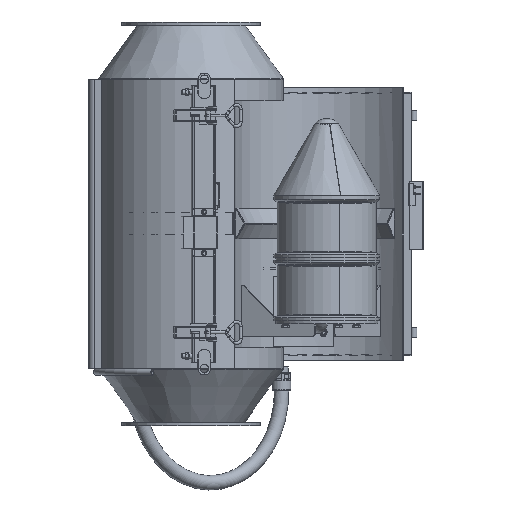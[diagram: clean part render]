
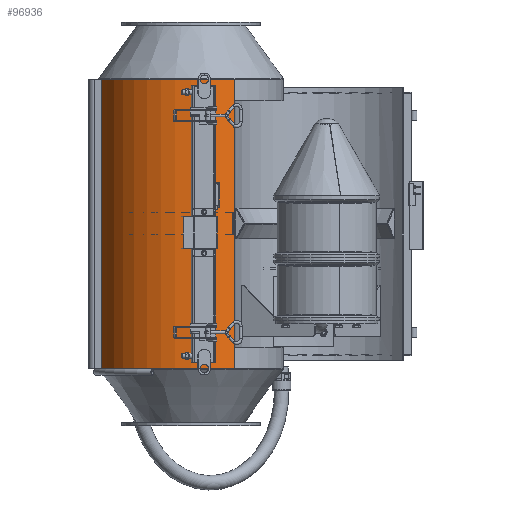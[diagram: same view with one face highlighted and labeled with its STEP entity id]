
A CAD part, left-side view. The second image highlights one B-rep face of the part: STEP entity #96936.
In plain terms, the highlighted cylindrical face has radius 217.5 mm (diameter 435 mm), a partial arc.
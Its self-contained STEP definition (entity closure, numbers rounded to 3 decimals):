
#4709=FACE_BOUND($,#15158,.T.);
#4710=FACE_BOUND($,#15159,.T.);
#6535=CIRCLE($,#103295,217.5);
#6536=CIRCLE($,#103296,217.5);
#8100=CYLINDRICAL_SURFACE($,#103294,217.5);
#9499=FACE_OUTER_BOUND($,#15157,.T.);
#15157=EDGE_LOOP($,(#64422,#64423,#64424,#64425));
#15158=EDGE_LOOP($,(#64426,#64427,#64428,#64429));
#15159=EDGE_LOOP($,(#64430,#64431,#64432,#64433));
#21534=LINE($,#134825,#30084);
#21561=LINE($,#134907,#30111);
#21562=LINE($,#134911,#30112);
#21563=LINE($,#134913,#30113);
#21564=LINE($,#134914,#30114);
#21565=LINE($,#134915,#30115);
#21566=LINE($,#134918,#30116);
#21567=LINE($,#134920,#30117);
#21568=LINE($,#134921,#30118);
#21569=LINE($,#134922,#30119);
#30084=VECTOR($,#112670,680.);
#30111=VECTOR($,#112763,680.);
#30112=VECTOR($,#112766,1.5);
#30113=VECTOR($,#112767,648.5);
#30114=VECTOR($,#112768,648.5);
#30115=VECTOR($,#112769,1.5);
#30116=VECTOR($,#112770,648.5);
#30117=VECTOR($,#112771,1.5);
#30118=VECTOR($,#112772,1.5);
#30119=VECTOR($,#112773,648.5);
#39079=VERTEX_POINT($,#134796);
#39083=VERTEX_POINT($,#134805);
#39107=VERTEX_POINT($,#134904);
#39108=VERTEX_POINT($,#134906);
#39109=VERTEX_POINT($,#134909);
#39110=VERTEX_POINT($,#134910);
#39111=VERTEX_POINT($,#134912);
#39112=VERTEX_POINT($,#134916);
#39113=VERTEX_POINT($,#134917);
#39114=VERTEX_POINT($,#134919);
#48783=EDGE_CURVE($,#39079,#39083,#21534,.T.);
#48821=EDGE_CURVE($,#39079,#39107,#6535,.T.);
#48822=EDGE_CURVE($,#39107,#39108,#21561,.T.);
#48823=EDGE_CURVE($,#39083,#39108,#6536,.T.);
#48824=EDGE_CURVE($,#39109,#39110,#21562,.T.);
#48825=EDGE_CURVE($,#39110,#39111,#21563,.T.);
#48826=EDGE_CURVE($,#39110,#39111,#21564,.T.);
#48827=EDGE_CURVE($,#39109,#39110,#21565,.T.);
#48828=EDGE_CURVE($,#39112,#39113,#21566,.T.);
#48829=EDGE_CURVE($,#39113,#39114,#21567,.T.);
#48830=EDGE_CURVE($,#39113,#39114,#21568,.T.);
#48831=EDGE_CURVE($,#39112,#39113,#21569,.T.);
#64422=ORIENTED_EDGE($,*,*,#48783,.F.);
#64423=ORIENTED_EDGE($,*,*,#48821,.T.);
#64424=ORIENTED_EDGE($,*,*,#48822,.T.);
#64425=ORIENTED_EDGE($,*,*,#48823,.F.);
#64426=ORIENTED_EDGE($,*,*,#48824,.T.);
#64427=ORIENTED_EDGE($,*,*,#48825,.T.);
#64428=ORIENTED_EDGE($,*,*,#48826,.F.);
#64429=ORIENTED_EDGE($,*,*,#48827,.F.);
#64430=ORIENTED_EDGE($,*,*,#48828,.T.);
#64431=ORIENTED_EDGE($,*,*,#48829,.T.);
#64432=ORIENTED_EDGE($,*,*,#48830,.F.);
#64433=ORIENTED_EDGE($,*,*,#48831,.F.);
#96936=ADVANCED_FACE($,(#9499,#4709,#4710),#8100,.T.);
#103294=AXIS2_PLACEMENT_3D($,#134903,#112759,#112760);
#103295=AXIS2_PLACEMENT_3D($,#134905,#112761,#112762);
#103296=AXIS2_PLACEMENT_3D($,#134908,#112764,#112765);
#112670=DIRECTION($,(0.,0.,1.));
#112759=DIRECTION('center_axis',(0.,0.,1.));
#112760=DIRECTION('ref_axis',(-0.885,-0.465,0.));
#112761=DIRECTION('center_axis',(0.,0.,1.));
#112762=DIRECTION('ref_axis',(0.885,-0.465,0.));
#112763=DIRECTION($,(0.,0.,1.));
#112764=DIRECTION('center_axis',(0.,0.,1.));
#112765=DIRECTION('ref_axis',(0.885,-0.465,0.));
#112766=DIRECTION($,(0.,0.,-1.));
#112767=DIRECTION($,(0.,0.,-1.));
#112768=DIRECTION($,(0.,0.,-1.));
#112769=DIRECTION($,(0.,0.,-1.));
#112770=DIRECTION($,(0.,0.,1.));
#112771=DIRECTION($,(0.,0.,1.));
#112772=DIRECTION($,(0.,0.,1.));
#112773=DIRECTION($,(0.,0.,1.));
#134796=CARTESIAN_POINT('',(-55.,210.431,0.));
#134805=CARTESIAN_POINT('',(-55.,210.431,680.));
#134825=CARTESIAN_POINT($,(-55.,210.431,0.));
#134903=CARTESIAN_POINT('Origin',(0.,0.,0.));
#134904=CARTESIAN_POINT('',(-192.5,-101.242,0.));
#134905=CARTESIAN_POINT('Origin',(0.,0.,0.));
#134906=CARTESIAN_POINT('',(-192.5,-101.242,680.));
#134907=CARTESIAN_POINT($,(-192.5,-101.242,0.));
#134908=CARTESIAN_POINT('Origin',(0.,0.,680.));
#134909=CARTESIAN_POINT('',(-217.49,-2.125,665.));
#134910=CARTESIAN_POINT('',(-217.49,-2.125,663.5));
#134911=CARTESIAN_POINT($,(-217.49,-2.125,665.));
#134912=CARTESIAN_POINT('',(-217.49,-2.125,15.));
#134913=CARTESIAN_POINT($,(-217.49,-2.125,663.5));
#134914=CARTESIAN_POINT($,(-217.49,-2.125,663.5));
#134915=CARTESIAN_POINT($,(-217.49,-2.125,665.));
#134916=CARTESIAN_POINT('',(-211.016,-52.713,15.));
#134917=CARTESIAN_POINT('',(-211.016,-52.713,663.5));
#134918=CARTESIAN_POINT($,(-211.016,-52.713,15.));
#134919=CARTESIAN_POINT('',(-211.016,-52.713,665.));
#134920=CARTESIAN_POINT($,(-211.016,-52.713,663.5));
#134921=CARTESIAN_POINT($,(-211.016,-52.713,663.5));
#134922=CARTESIAN_POINT($,(-211.016,-52.713,15.));
